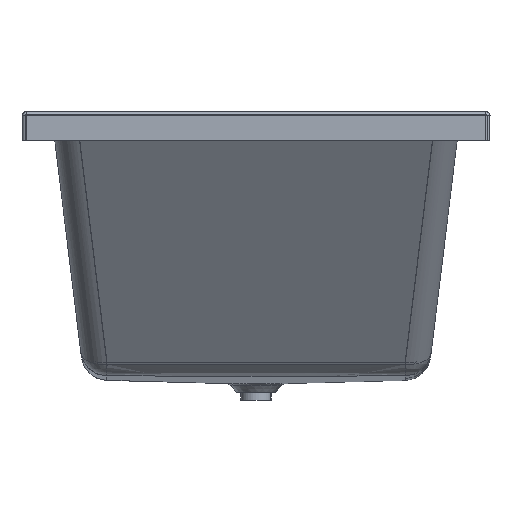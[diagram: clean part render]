
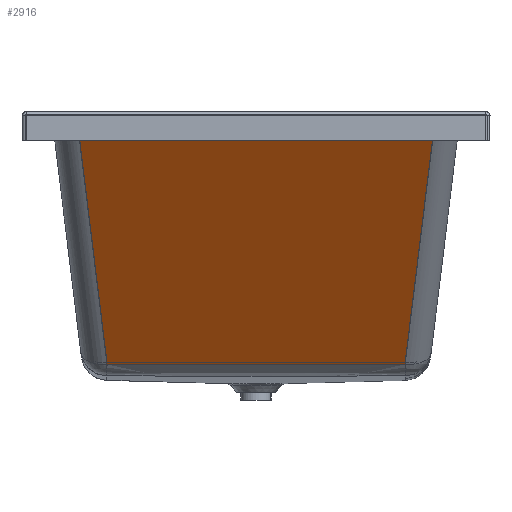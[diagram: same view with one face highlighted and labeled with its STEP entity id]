
A CAD part, front view. The second image highlights one B-rep face of the part: STEP entity #2916.
In plain terms, the highlighted planar face has unit normal (0, -0.819, -0.574).
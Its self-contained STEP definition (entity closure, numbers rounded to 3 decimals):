
#2700=CARTESIAN_POINT('',(254.825,-548.61,167.994));
#2701=VERTEX_POINT('',#2700);
#2710=CARTESIAN_POINT('',(307.15,-847.006,594.147));
#2711=VERTEX_POINT('',#2710);
#2719=CARTESIAN_POINT('',(307.15,-847.006,594.147));
#2720=DIRECTION('',(-0.1,0.571,-0.815));
#2721=VECTOR('',#2720,522.861);
#2722=LINE('',#2719,#2721);
#2723=EDGE_CURVE('',#2711,#2701,#2722,.T.);
#2873=CARTESIAN_POINT('',(0.0,-849.096,597.132));
#2874=DIRECTION('',(0.0,-0.819,-0.574));
#2875=DIRECTION('',(-1.0,0.0,0.0));
#2876=AXIS2_PLACEMENT_3D('',#2873,#2874,#2875);
#2877=PLANE('',#2876);
#2878=CARTESIAN_POINT('',(-254.825,-548.61,167.994));
#2879=VERTEX_POINT('',#2878);
#2880=CARTESIAN_POINT('',(-254.825,-548.61,167.994));
#2881=CARTESIAN_POINT('',(-214.827,-548.278,167.52));
#2882=CARTESIAN_POINT('',(-176.276,-548.02,167.151));
#2883=CARTESIAN_POINT('',(-138.762,-547.837,166.889));
#2884=CARTESIAN_POINT('',(-102.645,-547.66,166.637));
#2885=CARTESIAN_POINT('',(-67.467,-547.552,166.483));
#2886=CARTESIAN_POINT('',(-32.541,-547.51,166.423));
#2887=CARTESIAN_POINT('',(8.411,-547.462,166.354));
#2888=CARTESIAN_POINT('',(49.045,-547.504,166.415));
#2889=CARTESIAN_POINT('',(90.563,-547.64,166.608));
#2890=CARTESIAN_POINT('',(128.688,-547.764,166.786));
#2891=CARTESIAN_POINT('',(167.589,-547.967,167.075));
#2892=CARTESIAN_POINT('',(207.932,-548.25,167.48));
#2893=CARTESIAN_POINT('',(223.352,-548.359,167.635));
#2894=CARTESIAN_POINT('',(238.978,-548.479,167.806));
#2895=CARTESIAN_POINT('',(254.825,-548.61,167.994));
#2896=B_SPLINE_CURVE_WITH_KNOTS('',3,(#2880,#2881,#2882,#2883,#2884,#2885,#2886,#2887,#2888,#2889,#2890,#2891,#2892,#2893,#2894,#2895),.UNSPECIFIED.,.F.,.U.,(4,3,3,3,3,4),(333.282,524.384,708.372,924.099,1122.191,1197.907),.UNSPECIFIED.);
#2897=EDGE_CURVE('',#2879,#2701,#2896,.T.);
#2898=ORIENTED_EDGE('',*,*,#2897,.T.);
#2899=ORIENTED_EDGE('',*,*,#2723,.F.);
#2900=CARTESIAN_POINT('',(-307.15,-847.006,594.147));
#2901=VERTEX_POINT('',#2900);
#2902=CARTESIAN_POINT('',(307.15,-847.006,594.147));
#2903=DIRECTION('',(-1.0,0.0,0.0));
#2904=VECTOR('',#2903,614.3);
#2905=LINE('',#2902,#2904);
#2906=EDGE_CURVE('',#2711,#2901,#2905,.T.);
#2907=ORIENTED_EDGE('',*,*,#2906,.T.);
#2908=CARTESIAN_POINT('',(-307.15,-847.006,594.147));
#2909=DIRECTION('',(0.1,0.571,-0.815));
#2910=VECTOR('',#2909,522.861);
#2911=LINE('',#2908,#2910);
#2912=EDGE_CURVE('',#2901,#2879,#2911,.T.);
#2913=ORIENTED_EDGE('',*,*,#2912,.T.);
#2914=EDGE_LOOP('',(#2898,#2899,#2907,#2913));
#2915=FACE_OUTER_BOUND('',#2914,.T.);
#2916=ADVANCED_FACE('',(#2915),#2877,.T.);
